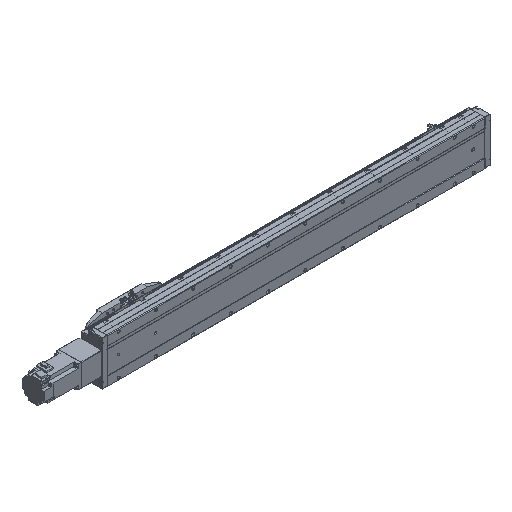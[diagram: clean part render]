
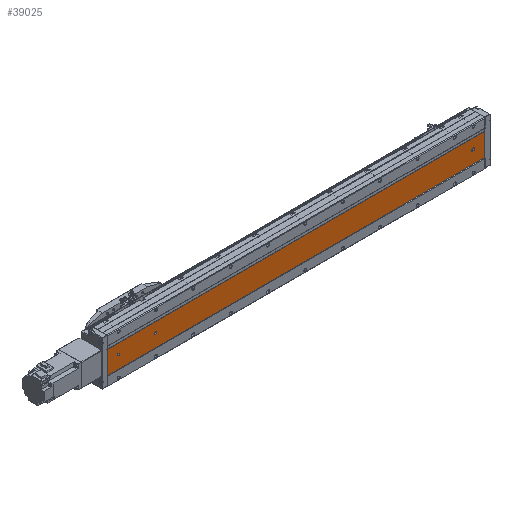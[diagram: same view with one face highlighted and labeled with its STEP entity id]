
A CAD part, isometric view. The second image highlights one B-rep face of the part: STEP entity #39025.
In plain terms, the highlighted planar face has unit normal (0, -1, 0).
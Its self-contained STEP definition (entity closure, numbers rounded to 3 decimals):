
#45 = ORIENTED_EDGE ( 'NONE', *, *, #847, .T. ) ;
#774 = CARTESIAN_POINT ( 'NONE',  ( 1011., 1., -3. ) ) ;
#847 = EDGE_CURVE ( 'NONE', #31618, #9039, #31676, .T. ) ;
#1774 = VERTEX_POINT ( 'NONE', #43360 ) ;
#2037 = CARTESIAN_POINT ( 'NONE',  ( 0., 1., 26.542 ) ) ;
#2554 = ORIENTED_EDGE ( 'NONE', *, *, #31933, .F. ) ;
#3421 = CARTESIAN_POINT ( 'NONE',  ( 979., 1., 3. ) ) ;
#3571 = VERTEX_POINT ( 'NONE', #40955 ) ;
#3845 = CARTESIAN_POINT ( 'NONE',  ( 979., 1., -3. ) ) ;
#3858 = ORIENTED_EDGE ( 'NONE', *, *, #45371, .F. ) ;
#3944 = AXIS2_PLACEMENT_3D ( 'NONE', #37428, #23018, #22562 ) ;
#4637 = DIRECTION ( 'NONE',  ( -1., 0., 0. ) ) ;
#4811 = DIRECTION ( 'NONE',  ( 1., 0., 0. ) ) ;
#4835 = ORIENTED_EDGE ( 'NONE', *, *, #42441, .F. ) ;
#6083 = EDGE_LOOP ( 'NONE', ( #2554, #28652 ) ) ;
#6909 = VECTOR ( 'NONE', #37491, 1000. ) ;
#7529 = EDGE_CURVE ( 'NONE', #36081, #42454, #22611, .T. ) ;
#7778 = DIRECTION ( 'NONE',  ( 0., 0., 1. ) ) ;
#8337 = DIRECTION ( 'NONE',  ( 0., 0., 1. ) ) ;
#8366 = FACE_BOUND ( 'NONE', #6083, .T. ) ;
#8567 = CARTESIAN_POINT ( 'NONE',  ( 979., 1., 0. ) ) ;
#8902 = AXIS2_PLACEMENT_3D ( 'NONE', #18883, #31832, #42254 ) ;
#8994 = EDGE_CURVE ( 'NONE', #43708, #3571, #40760, .T. ) ;
#9039 = VERTEX_POINT ( 'NONE', #29421 ) ;
#10414 = DIRECTION ( 'NONE',  ( -1., 0., 0. ) ) ;
#10647 = DIRECTION ( 'NONE',  ( 0., -1., 0. ) ) ;
#10906 = ORIENTED_EDGE ( 'NONE', *, *, #26643, .F. ) ;
#11461 = PLANE ( 'NONE',  #29110 ) ;
#11722 = VECTOR ( 'NONE', #4637, 1000. ) ;
#12106 = CARTESIAN_POINT ( 'NONE',  ( 130., 1., -3. ) ) ;
#12263 = CIRCLE ( 'NONE', #3944, 3. ) ;
#12620 = EDGE_CURVE ( 'NONE', #40206, #1774, #33162, .T. ) ;
#12621 = CARTESIAN_POINT ( 'NONE',  ( 1011., 1., 26.542 ) ) ;
#12656 = CARTESIAN_POINT ( 'NONE',  ( 981., 1., 3. ) ) ;
#13554 = ORIENTED_EDGE ( 'NONE', *, *, #42096, .T. ) ;
#15720 = FACE_OUTER_BOUND ( 'NONE', #22651, .T. ) ;
#16051 = CIRCLE ( 'NONE', #41681, 3. ) ;
#17031 = VERTEX_POINT ( 'NONE', #17506 ) ;
#17506 = CARTESIAN_POINT ( 'NONE',  ( 30., 1., -3. ) ) ;
#18039 = DIRECTION ( 'NONE',  ( 0., -1., 0. ) ) ;
#18732 = CIRCLE ( 'NONE', #8902, 3. ) ;
#18883 = CARTESIAN_POINT ( 'NONE',  ( 981., 1., 0. ) ) ;
#19599 = VECTOR ( 'NONE', #44028, 1000. ) ;
#20784 = AXIS2_PLACEMENT_3D ( 'NONE', #8567, #22757, #8337 ) ;
#20886 = DIRECTION ( 'NONE',  ( 0., 0., 1. ) ) ;
#22207 = CARTESIAN_POINT ( 'NONE',  ( 30., 1., 0. ) ) ;
#22220 = EDGE_CURVE ( 'NONE', #1774, #36081, #18732, .T. ) ;
#22331 = CARTESIAN_POINT ( 'NONE',  ( 1011., 1., -34. ) ) ;
#22476 = CIRCLE ( 'NONE', #33765, 3. ) ;
#22562 = DIRECTION ( 'NONE',  ( 0., 0., 1. ) ) ;
#22611 = LINE ( 'NONE', #37016, #11722 ) ;
#22651 = EDGE_LOOP ( 'NONE', ( #13554, #28822, #10906, #45 ) ) ;
#22757 = DIRECTION ( 'NONE',  ( 0., -1., 0. ) ) ;
#23018 = DIRECTION ( 'NONE',  ( 0., -1., 0. ) ) ;
#23075 = LINE ( 'NONE', #2037, #6909 ) ;
#24197 = ORIENTED_EDGE ( 'NONE', *, *, #7529, .F. ) ;
#25287 = EDGE_CURVE ( 'NONE', #35578, #31628, #22476, .T. ) ;
#26643 = EDGE_CURVE ( 'NONE', #31618, #43708, #30559, .T. ) ;
#27029 = DIRECTION ( 'NONE',  ( 0., 0., -1. ) ) ;
#27167 = CIRCLE ( 'NONE', #44541, 3. ) ;
#28368 = CARTESIAN_POINT ( 'NONE',  ( 1011., 1., 26.542 ) ) ;
#28652 = ORIENTED_EDGE ( 'NONE', *, *, #42547, .F. ) ;
#28822 = ORIENTED_EDGE ( 'NONE', *, *, #8994, .F. ) ;
#29110 = AXIS2_PLACEMENT_3D ( 'NONE', #33189, #29642, #4811 ) ;
#29421 = CARTESIAN_POINT ( 'NONE',  ( 0., 1., 26.542 ) ) ;
#29642 = DIRECTION ( 'NONE',  ( 0., 1., 0. ) ) ;
#30123 = DIRECTION ( 'NONE',  ( -1., 0., 0. ) ) ;
#30559 = LINE ( 'NONE', #12621, #30866 ) ;
#30866 = VECTOR ( 'NONE', #27029, 1000. ) ;
#31618 = VERTEX_POINT ( 'NONE', #40464 ) ;
#31628 = VERTEX_POINT ( 'NONE', #12106 ) ;
#31676 = LINE ( 'NONE', #28368, #35220 ) ;
#31832 = DIRECTION ( 'NONE',  ( 0., -1., 0. ) ) ;
#31933 = EDGE_CURVE ( 'NONE', #17031, #33616, #27167, .T. ) ;
#32167 = ORIENTED_EDGE ( 'NONE', *, *, #12620, .F. ) ;
#33162 = LINE ( 'NONE', #774, #19599 ) ;
#33189 = CARTESIAN_POINT ( 'NONE',  ( 1011., 1., 26.542 ) ) ;
#33616 = VERTEX_POINT ( 'NONE', #36801 ) ;
#33765 = AXIS2_PLACEMENT_3D ( 'NONE', #42847, #18039, #20886 ) ;
#33915 = ORIENTED_EDGE ( 'NONE', *, *, #25287, .F. ) ;
#35220 = VECTOR ( 'NONE', #10414, 1000. ) ;
#35578 = VERTEX_POINT ( 'NONE', #36350 ) ;
#36081 = VERTEX_POINT ( 'NONE', #12656 ) ;
#36350 = CARTESIAN_POINT ( 'NONE',  ( 130., 1., 3. ) ) ;
#36801 = CARTESIAN_POINT ( 'NONE',  ( 30., 1., 3. ) ) ;
#37016 = CARTESIAN_POINT ( 'NONE',  ( 1011., 1., 3. ) ) ;
#37428 = CARTESIAN_POINT ( 'NONE',  ( 30., 1., 0. ) ) ;
#37491 = DIRECTION ( 'NONE',  ( 0., 0., -1. ) ) ;
#37920 = CARTESIAN_POINT ( 'NONE',  ( 1011., 1., -34. ) ) ;
#38058 = ORIENTED_EDGE ( 'NONE', *, *, #22220, .F. ) ;
#39017 = VECTOR ( 'NONE', #30123, 1000. ) ;
#39025 = ADVANCED_FACE ( 'NONE', ( #15720, #8366, #40289, #43828 ), #11461, .F. ) ;
#39687 = EDGE_LOOP ( 'NONE', ( #4835, #33915 ) ) ;
#39831 = CARTESIAN_POINT ( 'NONE',  ( 130., 1., 0. ) ) ;
#40064 = DIRECTION ( 'NONE',  ( 0., -1., 0. ) ) ;
#40206 = VERTEX_POINT ( 'NONE', #3845 ) ;
#40289 = FACE_BOUND ( 'NONE', #39687, .T. ) ;
#40415 = CIRCLE ( 'NONE', #20784, 3. ) ;
#40464 = CARTESIAN_POINT ( 'NONE',  ( 1011., 1., 26.542 ) ) ;
#40760 = LINE ( 'NONE', #22331, #39017 ) ;
#40955 = CARTESIAN_POINT ( 'NONE',  ( 0., 1., -34. ) ) ;
#41681 = AXIS2_PLACEMENT_3D ( 'NONE', #39831, #40064, #43361 ) ;
#42096 = EDGE_CURVE ( 'NONE', #9039, #3571, #23075, .T. ) ;
#42254 = DIRECTION ( 'NONE',  ( 0., 0., 1. ) ) ;
#42441 = EDGE_CURVE ( 'NONE', #31628, #35578, #16051, .T. ) ;
#42454 = VERTEX_POINT ( 'NONE', #3421 ) ;
#42547 = EDGE_CURVE ( 'NONE', #33616, #17031, #12263, .T. ) ;
#42847 = CARTESIAN_POINT ( 'NONE',  ( 130., 1., 0. ) ) ;
#43360 = CARTESIAN_POINT ( 'NONE',  ( 981., 1., -3. ) ) ;
#43361 = DIRECTION ( 'NONE',  ( 0., 0., 1. ) ) ;
#43708 = VERTEX_POINT ( 'NONE', #37920 ) ;
#43828 = FACE_BOUND ( 'NONE', #44142, .T. ) ;
#44028 = DIRECTION ( 'NONE',  ( 1., 0., 0. ) ) ;
#44142 = EDGE_LOOP ( 'NONE', ( #32167, #3858, #24197, #38058 ) ) ;
#44541 = AXIS2_PLACEMENT_3D ( 'NONE', #22207, #10647, #7778 ) ;
#45371 = EDGE_CURVE ( 'NONE', #42454, #40206, #40415, .T. ) ;
